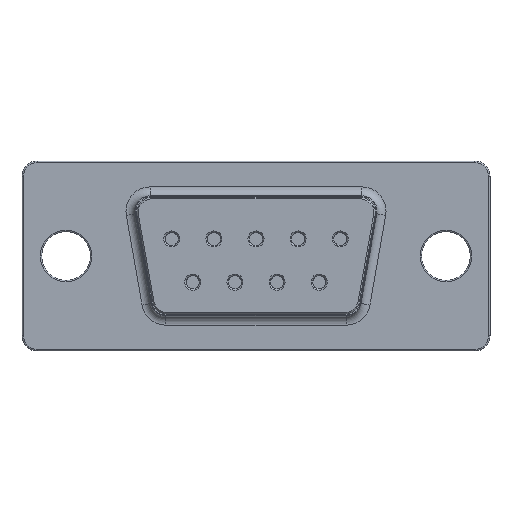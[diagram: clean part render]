
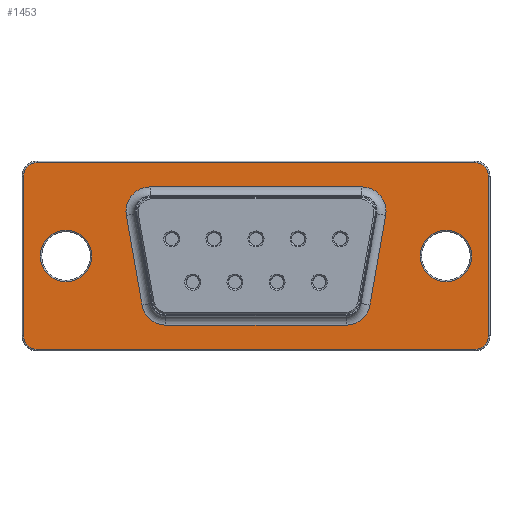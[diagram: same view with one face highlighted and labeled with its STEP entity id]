
A CAD part, top view. The second image highlights one B-rep face of the part: STEP entity #1453.
In plain terms, the highlighted planar face has unit normal (0, 0, 1).
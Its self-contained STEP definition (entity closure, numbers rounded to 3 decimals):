
#13=DIRECTION('',(0.,0.,1.));
#45=VECTOR('',#46,1.);
#46=DIRECTION('',(-1.,0.,0.));
#50=DIRECTION('',(0.,-1.,0.));
#72=DIRECTION('',(-0.,-0.,-1.));
#121=DIRECTION('',(0.,-0.,-1.));
#137=DIRECTION('',(0.,-0.,1.));
#153=DIRECTION('',(-0.,0.,1.));
#154=DIRECTION('',(0.985,-0.173,0.));
#174=VECTOR('',#175,1.);
#175=DIRECTION('',(1.,0.,0.));
#183=DIRECTION('',(-0.985,-0.173,0.));
#208=DIRECTION('',(0.,1.,0.));
#250=DIRECTION('',(0.,0.,-1.));
#306=DIRECTION('',(-0.,0.,-1.));
#840=CARTESIAN_POINT('',(-12.499,1.53,4.7));
#872=VECTOR('',#873,1.);
#873=DIRECTION('',(-0.173,0.985,0.));
#893=CARTESIAN_POINT('',(1.419,1.53,4.7));
#910=CARTESIAN_POINT('',(-11.465,-4.37,4.7));
#923=VECTOR('',#924,1.);
#924=DIRECTION('',(-0.173,-0.985,0.));
#955=CARTESIAN_POINT('',(0.385,-4.37,4.7));
#1132=VERTEX_POINT('',#1133);
#1133=CARTESIAN_POINT('',(-14.075,1.254,4.7));
#1137=ORIENTED_EDGE('',*,*,#1138,.T.);
#1138=EDGE_CURVE('',#1132,#1139,#1141,.T.);
#1139=VERTEX_POINT('',#1140);
#1140=CARTESIAN_POINT('',(-12.499,3.13,4.7));
#1141=CIRCLE('',#1142,1.6);
#1142=AXIS2_PLACEMENT_3D('',#840,#306,#183);
#1158=VERTEX_POINT('',#1159);
#1159=CARTESIAN_POINT('',(1.419,3.13,4.7));
#1164=EDGE_CURVE('',#1139,#1158,#1165,.T.);
#1165=LINE('',#1140,#174);
#1173=VERTEX_POINT('',#1174);
#1174=CARTESIAN_POINT('',(-13.041,-4.646,4.7));
#1180=EDGE_CURVE('',#1173,#1132,#1181,.T.);
#1181=LINE('',#1174,#872);
#1187=ORIENTED_EDGE('',*,*,#1188,.T.);
#1188=EDGE_CURVE('',#1158,#1189,#1191,.T.);
#1189=VERTEX_POINT('',#1190);
#1190=CARTESIAN_POINT('',(2.995,1.254,4.7));
#1191=CIRCLE('',#1192,1.6);
#1192=AXIS2_PLACEMENT_3D('',#893,#250,#208);
#1206=VERTEX_POINT('',#1207);
#1207=CARTESIAN_POINT('',(-11.465,-5.97,4.7));
#1212=ORIENTED_EDGE('',*,*,#1213,.T.);
#1213=EDGE_CURVE('',#1206,#1173,#1214,.T.);
#1214=CIRCLE('',#1215,1.6);
#1215=AXIS2_PLACEMENT_3D('',#910,#72,#50);
#1224=VERTEX_POINT('',#1225);
#1225=CARTESIAN_POINT('',(1.961,-4.646,4.7));
#1230=EDGE_CURVE('',#1189,#1224,#1231,.T.);
#1231=LINE('',#1190,#923);
#1239=VERTEX_POINT('',#1240);
#1240=CARTESIAN_POINT('',(0.385,-5.97,4.7));
#1248=EDGE_CURVE('',#1239,#1206,#1249,.T.);
#1249=LINE('',#1240,#45);
#1255=ORIENTED_EDGE('',*,*,#1256,.T.);
#1256=EDGE_CURVE('',#1224,#1239,#1257,.T.);
#1257=CIRCLE('',#1258,1.6);
#1258=AXIS2_PLACEMENT_3D('',#955,#121,#154);
#1453=ADVANCED_FACE('',(#1454,#1460,#1512,#1521),#1530,.T.);
#1454=FACE_BOUND('',#1455,.T.);
#1455=EDGE_LOOP('',(#1456,#1255,#1457,#1212,#1458,#1137,#1459,#1187));
#1456=ORIENTED_EDGE('',*,*,#1230,.T.);
#1457=ORIENTED_EDGE('',*,*,#1248,.T.);
#1458=ORIENTED_EDGE('',*,*,#1180,.T.);
#1459=ORIENTED_EDGE('',*,*,#1164,.T.);
#1460=FACE_BOUND('',#1461,.T.);
#1461=EDGE_LOOP('',(#1462,#1469,#1476,#1482,#1489,#1494,#1501,#1507));
#1462=ORIENTED_EDGE('',*,*,#1463,.T.);
#1463=EDGE_CURVE('',#1464,#1466,#1468,.T.);
#1464=VERTEX_POINT('',#1465);
#1465=CARTESIAN_POINT('',(8.86,4.73,4.7));
#1466=VERTEX_POINT('',#1467);
#1467=CARTESIAN_POINT('',(-19.94,4.73,4.7));
#1468=LINE('',#1465,#45);
#1469=ORIENTED_EDGE('',*,*,#1470,.T.);
#1470=EDGE_CURVE('',#1466,#1471,#1473,.T.);
#1471=VERTEX_POINT('',#1472);
#1472=CARTESIAN_POINT('',(-20.84,3.83,4.7));
#1473=CIRCLE('',#1474,0.9);
#1474=AXIS2_PLACEMENT_3D('',#1475,#137,#208);
#1475=CARTESIAN_POINT('',(-19.94,3.83,4.7));
#1476=ORIENTED_EDGE('',*,*,#1477,.T.);
#1477=EDGE_CURVE('',#1471,#1478,#1480,.T.);
#1478=VERTEX_POINT('',#1479);
#1479=CARTESIAN_POINT('',(-20.84,-6.67,4.7));
#1480=LINE('',#1472,#1481);
#1481=VECTOR('',#50,1.);
#1482=ORIENTED_EDGE('',*,*,#1483,.T.);
#1483=EDGE_CURVE('',#1478,#1484,#1486,.T.);
#1484=VERTEX_POINT('',#1485);
#1485=CARTESIAN_POINT('',(-19.94,-7.57,4.7));
#1486=CIRCLE('',#1487,0.9);
#1487=AXIS2_PLACEMENT_3D('',#1488,#13,#46);
#1488=CARTESIAN_POINT('',(-19.94,-6.67,4.7));
#1489=ORIENTED_EDGE('',*,*,#1490,.T.);
#1490=EDGE_CURVE('',#1484,#1491,#1493,.T.);
#1491=VERTEX_POINT('',#1492);
#1492=CARTESIAN_POINT('',(8.86,-7.57,4.7));
#1493=LINE('',#1485,#174);
#1494=ORIENTED_EDGE('',*,*,#1495,.T.);
#1495=EDGE_CURVE('',#1491,#1496,#1498,.T.);
#1496=VERTEX_POINT('',#1497);
#1497=CARTESIAN_POINT('',(9.76,-6.67,4.7));
#1498=CIRCLE('',#1499,0.9);
#1499=AXIS2_PLACEMENT_3D('',#1500,#153,#50);
#1500=CARTESIAN_POINT('',(8.86,-6.67,4.7));
#1501=ORIENTED_EDGE('',*,*,#1502,.T.);
#1502=EDGE_CURVE('',#1496,#1503,#1505,.T.);
#1503=VERTEX_POINT('',#1504);
#1504=CARTESIAN_POINT('',(9.76,3.83,4.7));
#1505=LINE('',#1497,#1506);
#1506=VECTOR('',#208,1.);
#1507=ORIENTED_EDGE('',*,*,#1508,.T.);
#1508=EDGE_CURVE('',#1503,#1464,#1509,.T.);
#1509=CIRCLE('',#1510,0.9);
#1510=AXIS2_PLACEMENT_3D('',#1511,#13,#175);
#1511=CARTESIAN_POINT('',(8.86,3.83,4.7));
#1512=FACE_BOUND('',#1513,.T.);
#1513=EDGE_LOOP('',(#1514));
#1514=ORIENTED_EDGE('',*,*,#1515,.F.);
#1515=EDGE_CURVE('',#1516,#1516,#1518,.T.);
#1516=VERTEX_POINT('',#1517);
#1517=CARTESIAN_POINT('',(-16.34,-1.42,4.7));
#1518=CIRCLE('',#1519,1.7);
#1519=AXIS2_PLACEMENT_3D('',#1520,#13,#175);
#1520=CARTESIAN_POINT('',(-18.04,-1.42,4.7));
#1521=FACE_BOUND('',#1522,.T.);
#1522=EDGE_LOOP('',(#1523));
#1523=ORIENTED_EDGE('',*,*,#1524,.F.);
#1524=EDGE_CURVE('',#1525,#1525,#1527,.T.);
#1525=VERTEX_POINT('',#1526);
#1526=CARTESIAN_POINT('',(8.66,-1.42,4.7));
#1527=CIRCLE('',#1528,1.7);
#1528=AXIS2_PLACEMENT_3D('',#1529,#13,#175);
#1529=CARTESIAN_POINT('',(6.96,-1.42,4.7));
#1530=PLANE('',#1531);
#1531=AXIS2_PLACEMENT_3D('',#1532,#13,#175);
#1532=CARTESIAN_POINT('',(-5.54,-1.42,4.7));
